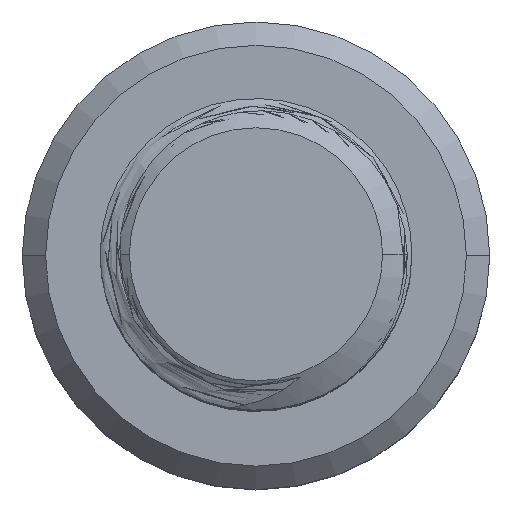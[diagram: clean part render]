
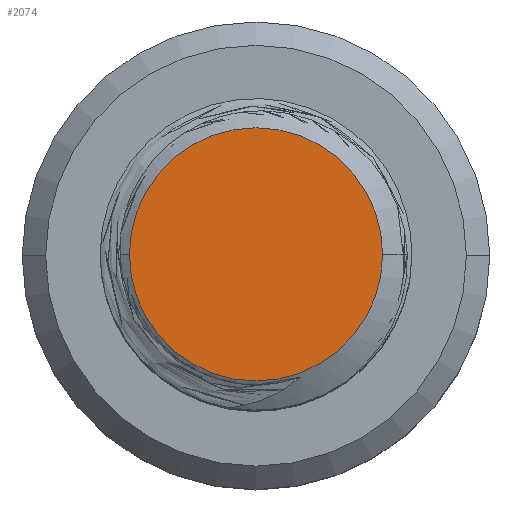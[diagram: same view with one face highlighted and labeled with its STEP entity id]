
A CAD part, top view. The second image highlights one B-rep face of the part: STEP entity #2074.
In plain terms, the highlighted planar face has unit normal (0, 0, 1).
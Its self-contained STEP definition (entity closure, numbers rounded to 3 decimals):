
#621 = CIRCLE ( 'NONE', #4910, 8.122 ) ;
#986 = EDGE_CURVE ( 'NONE', #3535, #2013, #5355, .T. ) ;
#1391 = DIRECTION ( 'NONE',  ( 1., 0., 0. ) ) ;
#1538 = CARTESIAN_POINT ( 'NONE',  ( 8.122, 0., 0. ) ) ;
#1903 = FACE_OUTER_BOUND ( 'NONE', #2732, .T. ) ;
#2013 = VERTEX_POINT ( 'NONE', #3903 ) ;
#2045 = DIRECTION ( 'NONE',  ( 1., 0., 0. ) ) ;
#2074 = ADVANCED_FACE ( 'NONE', ( #1903 ), #3362, .T. ) ;
#2261 = DIRECTION ( 'NONE',  ( 1., 0., 0. ) ) ;
#2488 = CARTESIAN_POINT ( 'NONE',  ( 0., 0., 0. ) ) ;
#2601 = AXIS2_PLACEMENT_3D ( 'NONE', #4401, #2706, #1391 ) ;
#2706 = DIRECTION ( 'NONE',  ( 0., 0., 1. ) ) ;
#2732 = EDGE_LOOP ( 'NONE', ( #5117, #4823 ) ) ;
#3154 = DIRECTION ( 'NONE',  ( 0., 0., 1. ) ) ;
#3362 = PLANE ( 'NONE',  #3545 ) ;
#3535 = VERTEX_POINT ( 'NONE', #1538 ) ;
#3545 = AXIS2_PLACEMENT_3D ( 'NONE', #2488, #3808, #2045 ) ;
#3808 = DIRECTION ( 'NONE',  ( 0., 0., 1. ) ) ;
#3903 = CARTESIAN_POINT ( 'NONE',  ( -8.122, 0., 0. ) ) ;
#4401 = CARTESIAN_POINT ( 'NONE',  ( 0., 0., 0. ) ) ;
#4451 = CARTESIAN_POINT ( 'NONE',  ( 0., 0., 0. ) ) ;
#4823 = ORIENTED_EDGE ( 'NONE', *, *, #986, .T. ) ;
#4910 = AXIS2_PLACEMENT_3D ( 'NONE', #4451, #3154, #2261 ) ;
#4997 = EDGE_CURVE ( 'NONE', #2013, #3535, #621, .T. ) ;
#5117 = ORIENTED_EDGE ( 'NONE', *, *, #4997, .T. ) ;
#5355 = CIRCLE ( 'NONE', #2601, 8.122 ) ;
